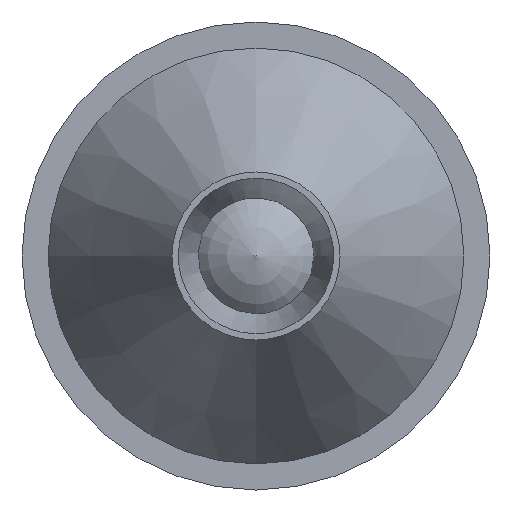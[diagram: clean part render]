
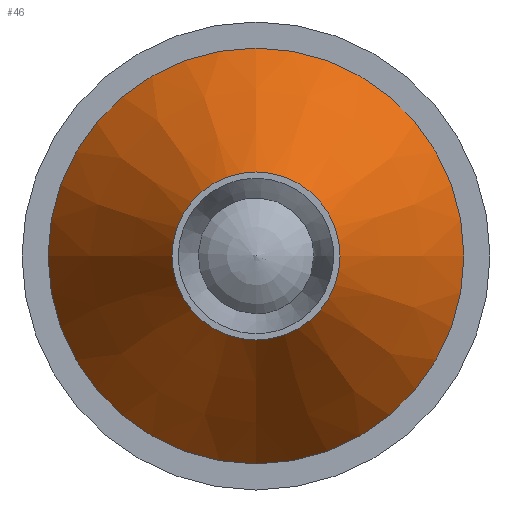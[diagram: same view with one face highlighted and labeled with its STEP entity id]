
A CAD part, front view. The second image highlights one B-rep face of the part: STEP entity #46.
In plain terms, the highlighted conical face has half-angle 31.566 degrees and reference radius 523.481 mm.
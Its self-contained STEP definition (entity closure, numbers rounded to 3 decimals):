
#46=ADVANCED_FACE('',(#92,#93),#94,.T.);
#92=FACE_OUTER_BOUND('',#131,.T.);
#93=FACE_BOUND('',#132,.T.);
#94=CONICAL_SURFACE('',#133,523.481,0.551);
#131=EDGE_LOOP('',(#201));
#132=EDGE_LOOP('',(#202));
#133=AXIS2_PLACEMENT_3D('',#203,#204,#205);
#201=ORIENTED_EDGE('',*,*,#217,.T.);
#202=ORIENTED_EDGE('',*,*,#214,.F.);
#203=CARTESIAN_POINT('',(0.,842.498,0.));
#204=DIRECTION('',(0.,1.0,0.));
#205=DIRECTION('',(-1.0,0.,0.0));
#214=EDGE_CURVE('',#232,#232,#233,.T.);
#217=EDGE_CURVE('',#237,#237,#238,.T.);
#232=VERTEX_POINT('',#267);
#233=CIRCLE('',#268,5.861);
#237=VERTEX_POINT('',#272);
#238=CIRCLE('',#273,14.499);
#267=CARTESIAN_POINT('',(5.861,0.,0.));
#268=AXIS2_PLACEMENT_3D('',#285,#286,#287);
#272=CARTESIAN_POINT('',(14.499,14.06,0.));
#273=AXIS2_PLACEMENT_3D('',#291,#292,#293);
#285=CARTESIAN_POINT('',(0.,0.,0.));
#286=DIRECTION('',(0.,-1.0,0.));
#287=DIRECTION('',(1.0,0.,0.0));
#291=CARTESIAN_POINT('',(0.,14.06,0.));
#292=DIRECTION('',(0.,-1.0,0.));
#293=DIRECTION('',(1.0,0.,0.0));
